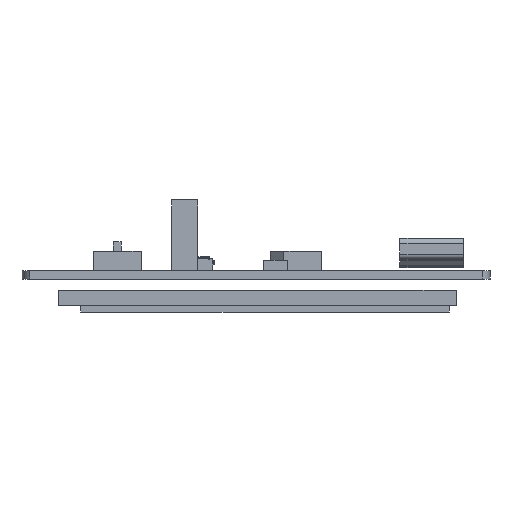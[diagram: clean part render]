
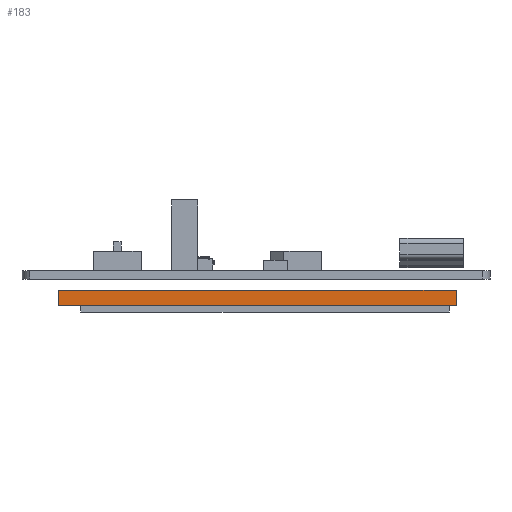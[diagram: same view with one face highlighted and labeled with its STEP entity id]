
A CAD part, left-side view. The second image highlights one B-rep face of the part: STEP entity #183.
In plain terms, the highlighted planar face has unit normal (-1, 0, 0).
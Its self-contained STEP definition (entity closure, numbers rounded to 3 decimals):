
#5=DIRECTION('',(0.,1.,0.));
#6=VECTOR('',#5,75.8);
#7=CARTESIAN_POINT('',(-60.4,-38.2,-6.6));
#8=LINE('',#7,#6);
#21=DIRECTION('',(0.,0.,1.));
#22=VECTOR('',#21,2.9);
#23=CARTESIAN_POINT('',(-60.4,-38.2,-6.6));
#24=LINE('',#23,#22);
#25=DIRECTION('',(0.,0.,1.));
#26=VECTOR('',#25,2.9);
#27=CARTESIAN_POINT('',(-60.4,37.6,-6.6));
#28=LINE('',#27,#26);
#33=DIRECTION('',(0.,1.,0.));
#34=VECTOR('',#33,75.8);
#35=CARTESIAN_POINT('',(-60.4,-38.2,-3.7));
#36=LINE('',#35,#34);
#105=CARTESIAN_POINT('',(-60.4,-38.2,-6.6));
#106=CARTESIAN_POINT('',(-60.4,37.6,-6.6));
#107=VERTEX_POINT('',#105);
#108=VERTEX_POINT('',#106);
#113=CARTESIAN_POINT('',(-60.4,-38.2,-3.7));
#114=CARTESIAN_POINT('',(-60.4,37.6,-3.7));
#115=VERTEX_POINT('',#113);
#116=VERTEX_POINT('',#114);
#170=CARTESIAN_POINT('',(-60.4,-38.2,-6.6));
#171=DIRECTION('',(-1.,0.,0.));
#172=DIRECTION('',(0.,1.,0.));
#173=AXIS2_PLACEMENT_3D('',#170,#171,#172);
#174=PLANE('',#173);
#175=ORIENTED_EDGE('',*,*,#150,.T.);
#177=ORIENTED_EDGE('',*,*,#176,.T.);
#179=ORIENTED_EDGE('',*,*,#178,.F.);
#180=ORIENTED_EDGE('',*,*,#136,.F.);
#181=EDGE_LOOP('',(#175,#177,#179,#180));
#182=FACE_OUTER_BOUND('',#181,.F.);
#183=ADVANCED_FACE('',(#182),#174,.T.);
#136=EDGE_CURVE('',#107,#115,#24,.T.);
#150=EDGE_CURVE('',#107,#108,#8,.T.);
#176=EDGE_CURVE('',#108,#116,#28,.T.);
#178=EDGE_CURVE('',#115,#116,#36,.T.);
